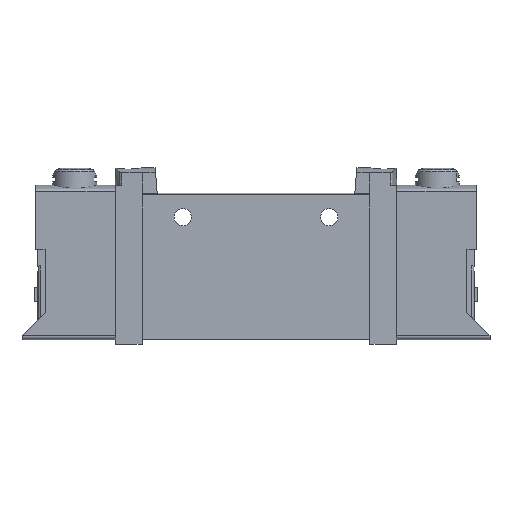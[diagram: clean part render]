
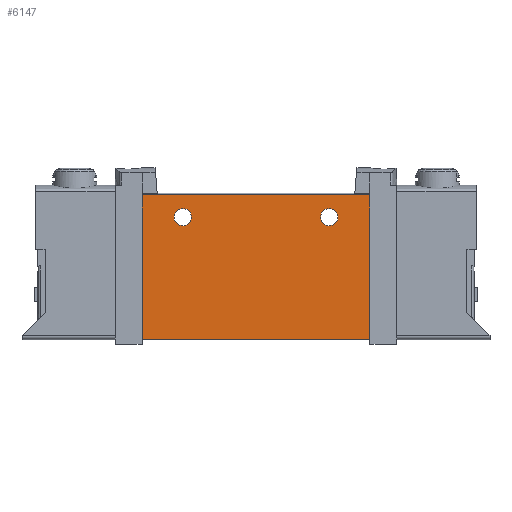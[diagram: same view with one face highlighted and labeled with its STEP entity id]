
A CAD part, top view. The second image highlights one B-rep face of the part: STEP entity #6147.
In plain terms, the highlighted planar face has unit normal (0, 0, 1).
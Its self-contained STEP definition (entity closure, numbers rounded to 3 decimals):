
#47=PLANE('',#6534);
#354=FACE_BOUND('',#1011,.T.);
#355=FACE_BOUND('',#1012,.T.);
#434=CIRCLE('',#6535,1.6);
#435=CIRCLE('',#6536,1.6);
#646=FACE_OUTER_BOUND('',#1010,.T.);
#1010=EDGE_LOOP('',(#4297,#4298,#4299,#4300));
#1011=EDGE_LOOP('',(#4301));
#1012=EDGE_LOOP('',(#4302));
#1450=LINE('',#9200,#2074);
#1451=LINE('',#9202,#2075);
#1452=LINE('',#9204,#2076);
#1453=LINE('',#9205,#2077);
#2074=VECTOR('',#7187,26.7);
#2075=VECTOR('',#7188,42.);
#2076=VECTOR('',#7189,26.7);
#2077=VECTOR('',#7190,42.);
#2781=VERTEX_POINT('',#9198);
#2782=VERTEX_POINT('',#9199);
#2783=VERTEX_POINT('',#9201);
#2784=VERTEX_POINT('',#9203);
#2785=VERTEX_POINT('',#9206);
#2786=VERTEX_POINT('',#9208);
#3392=EDGE_CURVE('',#2781,#2782,#1450,.T.);
#3393=EDGE_CURVE('',#2783,#2782,#1451,.T.);
#3394=EDGE_CURVE('',#2784,#2783,#1452,.T.);
#3395=EDGE_CURVE('',#2784,#2781,#1453,.T.);
#3396=EDGE_CURVE('',#2785,#2785,#434,.F.);
#3397=EDGE_CURVE('',#2786,#2786,#435,.F.);
#4297=ORIENTED_EDGE('',*,*,#3392,.T.);
#4298=ORIENTED_EDGE('',*,*,#3393,.F.);
#4299=ORIENTED_EDGE('',*,*,#3394,.F.);
#4300=ORIENTED_EDGE('',*,*,#3395,.T.);
#4301=ORIENTED_EDGE('',*,*,#3396,.F.);
#4302=ORIENTED_EDGE('',*,*,#3397,.F.);
#6147=ADVANCED_FACE('',(#646,#354,#355),#47,.F.);
#6534=AXIS2_PLACEMENT_3D('',#9197,#7185,#7186);
#6535=AXIS2_PLACEMENT_3D('',#9207,#7191,#7192);
#6536=AXIS2_PLACEMENT_3D('',#9209,#7193,#7194);
#7185=DIRECTION('center_axis',(0.,0.,-1.));
#7186=DIRECTION('ref_axis',(-1.,0.,0.));
#7187=DIRECTION('',(0.,-1.,0.));
#7188=DIRECTION('',(-1.,0.,0.));
#7189=DIRECTION('',(0.,-1.,0.));
#7190=DIRECTION('',(-1.,0.,0.));
#7191=DIRECTION('center_axis',(0.,0.,-1.));
#7192=DIRECTION('ref_axis',(-1.,0.,0.));
#7193=DIRECTION('center_axis',(0.,0.,-1.));
#7194=DIRECTION('ref_axis',(-1.,0.,0.));
#9197=CARTESIAN_POINT('Origin',(21.,26.7,5.125));
#9198=CARTESIAN_POINT('',(-21.,26.7,5.125));
#9199=CARTESIAN_POINT('',(-21.,0.,5.125));
#9200=CARTESIAN_POINT('',(-21.,26.7,5.125));
#9201=CARTESIAN_POINT('',(21.,0.,5.125));
#9202=CARTESIAN_POINT('',(21.,0.,5.125));
#9203=CARTESIAN_POINT('',(21.,26.7,5.125));
#9204=CARTESIAN_POINT('',(21.,26.7,5.125));
#9205=CARTESIAN_POINT('',(21.,26.7,5.125));
#9206=CARTESIAN_POINT('',(-15.1,22.6,5.125));
#9207=CARTESIAN_POINT('Origin',(-13.5,22.6,5.125));
#9208=CARTESIAN_POINT('',(11.9,22.6,5.125));
#9209=CARTESIAN_POINT('Origin',(13.5,22.6,5.125));
